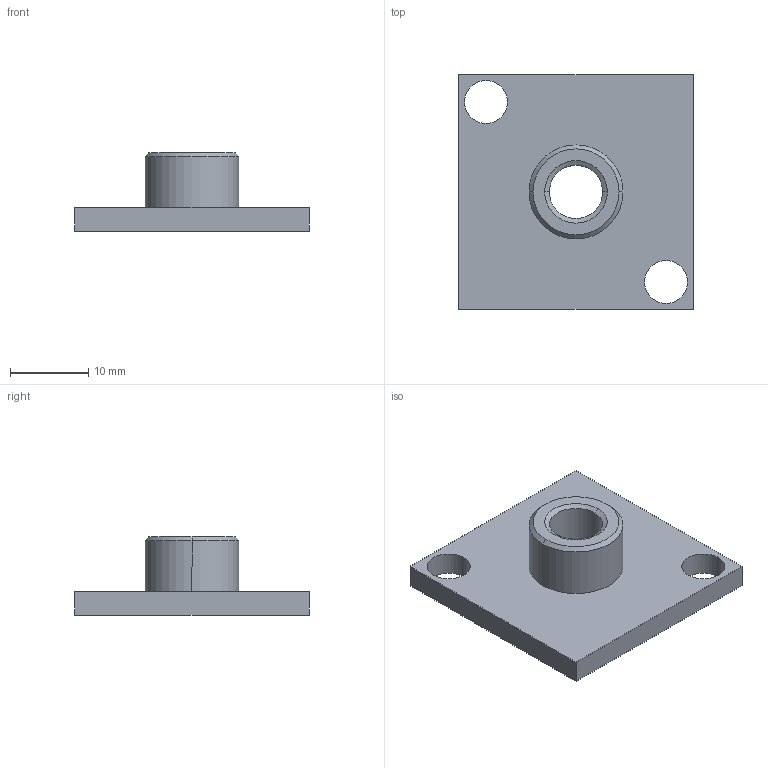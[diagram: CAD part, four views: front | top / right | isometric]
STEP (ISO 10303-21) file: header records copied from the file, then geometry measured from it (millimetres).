
FILE_DESCRIPTION(('Creo Elements/Direct Modeling STEP Export'),'2;1');
FILE_NAME('33.0246.2_Flansch-MMS-33_30x30x10-M8.stp','2022-03-18T13:58:07',(''),(''),'PTC Creo Elements/Direct Modeling STEP processor for AP214 (Solid Model)','PTC Creo Elements/Direct Modeling 19.0C 15-Aug-2015 (C) Parametric Technology GmbH','');
FILE_SCHEMA(('AUTOMOTIVE_DESIGN { 1 0 10303 214 1 1 1 1 }'));
Length unit declared in the file: millimetre
Products named in the file (1): Flansch-MMS-33_30x30x10-M8_33.0246.2_PX176133
Bounding box: 30 x 30 x 10 mm (x, y, z)
Volume: 2976.7 mm3; surface area: 2551.7 mm2
Topology: 1 solids, 1 shells, 21 faces, 48 edges, 30 vertices
Faces by surface type: cylinder 8, plane 7, cone 6
Entity records: 591 total; most frequent: ORIENTED_EDGE 96, DIRECTION 92, CARTESIAN_POINT 89, EDGE_CURVE 48, AXIS2_PLACEMENT_3D 33, VERTEX_POINT 30, EDGE_LOOP 28, VECTOR 26
